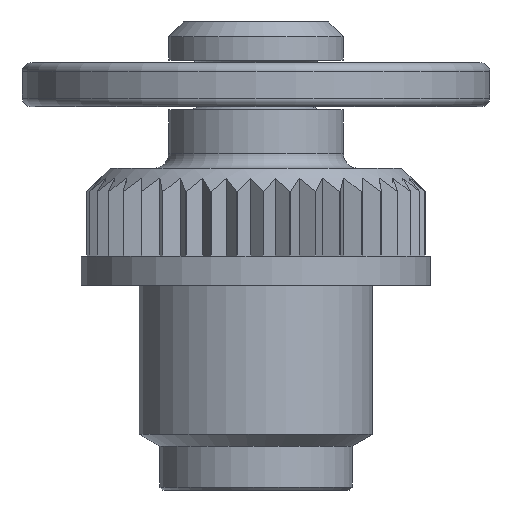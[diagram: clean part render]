
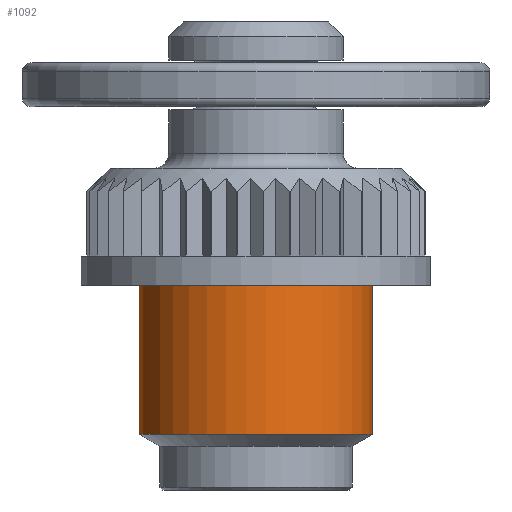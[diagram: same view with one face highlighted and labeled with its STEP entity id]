
A CAD part, front view. The second image highlights one B-rep face of the part: STEP entity #1092.
In plain terms, the highlighted cylindrical face has radius 4 mm (diameter 8 mm), a full revolution.
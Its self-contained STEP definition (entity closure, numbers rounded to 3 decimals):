
#1092=ADVANCED_FACE('',(#1334,#1335),#1273,.T.);
#1273=CYLINDRICAL_SURFACE('',#3448,4.);
#1334=FACE_BOUND('',#1394,.T.);
#1335=FACE_BOUND('',#1395,.T.);
#1394=EDGE_LOOP('',(#1606));
#1395=EDGE_LOOP('',(#1607));
#1606=ORIENTED_EDGE('',*,*,#2833,.T.);
#1607=ORIENTED_EDGE('',*,*,#2834,.T.);
#2524=VERTEX_POINT('',#4678);
#2525=VERTEX_POINT('',#4680);
#2833=EDGE_CURVE('',#2524,#2524,#3292,.T.);
#2834=EDGE_CURVE('',#2525,#2525,#3293,.T.);
#3292=CIRCLE('',#3446,4.);
#3293=CIRCLE('',#3447,4.);
#3446=AXIS2_PLACEMENT_3D('',#4677,#3782,#3783);
#3447=AXIS2_PLACEMENT_3D('',#4679,#3784,#3785);
#3448=AXIS2_PLACEMENT_3D('',#4681,#3786,#3787);
#3782=DIRECTION('',(0.,0.,1.));
#3783=DIRECTION('',(-0.906,-0.424,0.));
#3784=DIRECTION('',(0.,0.,-1.));
#3785=DIRECTION('',(-0.906,-0.424,0.));
#3786=DIRECTION('',(0.,0.,-1.));
#3787=DIRECTION('',(-0.906,-0.424,0.));
#4677=CARTESIAN_POINT('',(0.,0.,-14.096));
#4678=CARTESIAN_POINT('',(-3.623,-1.695,-14.096));
#4679=CARTESIAN_POINT('',(0.,0.,-9.));
#4680=CARTESIAN_POINT('',(-3.623,-1.695,-9.));
#4681=CARTESIAN_POINT('',(0.,0.,-9.));
